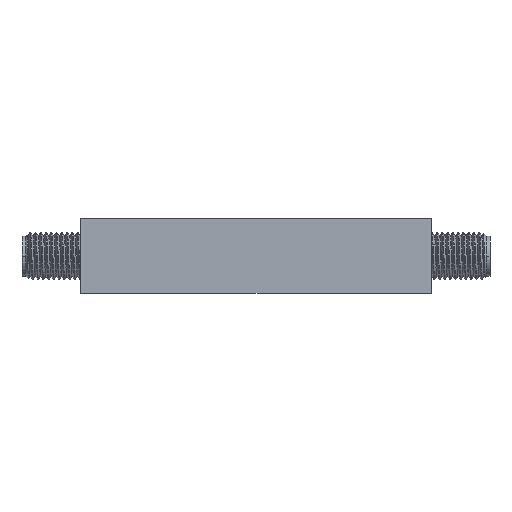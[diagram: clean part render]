
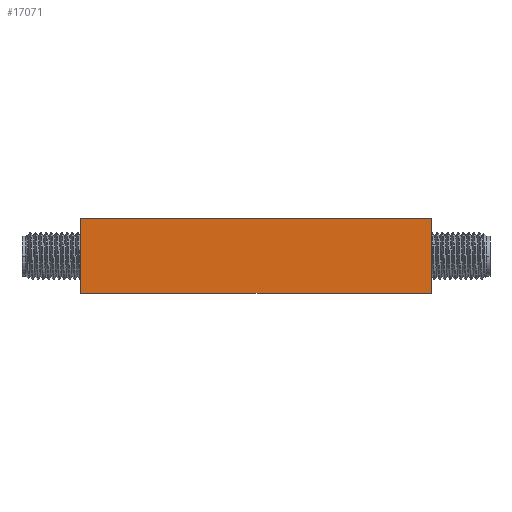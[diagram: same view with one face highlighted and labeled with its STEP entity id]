
A CAD part, left-side view. The second image highlights one B-rep face of the part: STEP entity #17071.
In plain terms, the highlighted planar face has unit normal (-1, 0, 0).
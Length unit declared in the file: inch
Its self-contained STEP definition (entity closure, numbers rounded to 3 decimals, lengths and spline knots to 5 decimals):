
#1677 = EDGE_CURVE ( 'NONE', #6421, #18532, #15898, .T. ) ;
#1946 = VECTOR ( 'NONE', #8914, 39.37008 ) ;
#2204 = CARTESIAN_POINT ( 'NONE',  ( -0.47244, -0.9252, 0.19685 ) ) ;
#2340 = CARTESIAN_POINT ( 'NONE',  ( -0.47244, -0.9252, -0.19685 ) ) ;
#2708 = LINE ( 'NONE', #2204, #1946 ) ;
#2759 = CARTESIAN_POINT ( 'NONE',  ( -0.47244, 0.9252, 0.19685 ) ) ;
#3758 = VERTEX_POINT ( 'NONE', #7216 ) ;
#4156 = DIRECTION ( 'NONE',  ( 0., 0., -1. ) ) ;
#4751 = EDGE_CURVE ( 'NONE', #6421, #3758, #6598, .T. ) ;
#5843 = DIRECTION ( 'NONE',  ( 0., -1., 0. ) ) ;
#5980 = AXIS2_PLACEMENT_3D ( 'NONE', #17556, #7766, #9414 ) ;
#6047 = CARTESIAN_POINT ( 'NONE',  ( -0.47244, -0.9252, 0.19685 ) ) ;
#6421 = VERTEX_POINT ( 'NONE', #2759 ) ;
#6424 = VERTEX_POINT ( 'NONE', #2340 ) ;
#6438 = DIRECTION ( 'NONE',  ( 0., -1., 0. ) ) ;
#6443 = VECTOR ( 'NONE', #6438, 39.37008 ) ;
#6598 = LINE ( 'NONE', #6047, #10185 ) ;
#7216 = CARTESIAN_POINT ( 'NONE',  ( -0.47244, -0.9252, 0.19685 ) ) ;
#7766 = DIRECTION ( 'NONE',  ( 1., 0., 0. ) ) ;
#7822 = ORIENTED_EDGE ( 'NONE', *, *, #18138, .F. ) ;
#8914 = DIRECTION ( 'NONE',  ( 0., 0., -1. ) ) ;
#9288 = EDGE_CURVE ( 'NONE', #18532, #6424, #9756, .T. ) ;
#9414 = DIRECTION ( 'NONE',  ( 0., 0., -1. ) ) ;
#9756 = LINE ( 'NONE', #19044, #6443 ) ;
#10185 = VECTOR ( 'NONE', #5843, 39.37008 ) ;
#10564 = ORIENTED_EDGE ( 'NONE', *, *, #9288, .T. ) ;
#10657 = ORIENTED_EDGE ( 'NONE', *, *, #1677, .T. ) ;
#11120 = FACE_OUTER_BOUND ( 'NONE', #17530, .T. ) ;
#13936 = CARTESIAN_POINT ( 'NONE',  ( -0.47244, 0.9252, 0.19685 ) ) ;
#14292 = PLANE ( 'NONE',  #5980 ) ;
#14558 = ORIENTED_EDGE ( 'NONE', *, *, #4751, .F. ) ;
#15898 = LINE ( 'NONE', #13936, #18185 ) ;
#17071 = ADVANCED_FACE ( 'NONE', ( #11120 ), #14292, .F. ) ;
#17530 = EDGE_LOOP ( 'NONE', ( #10564, #7822, #14558, #10657 ) ) ;
#17556 = CARTESIAN_POINT ( 'NONE',  ( -0.47244, -0.9252, 0.19685 ) ) ;
#18138 = EDGE_CURVE ( 'NONE', #3758, #6424, #2708, .T. ) ;
#18185 = VECTOR ( 'NONE', #4156, 39.37008 ) ;
#18532 = VERTEX_POINT ( 'NONE', #20967 ) ;
#19044 = CARTESIAN_POINT ( 'NONE',  ( -0.47244, -0.9252, -0.19685 ) ) ;
#20967 = CARTESIAN_POINT ( 'NONE',  ( -0.47244, 0.9252, -0.19685 ) ) ;
